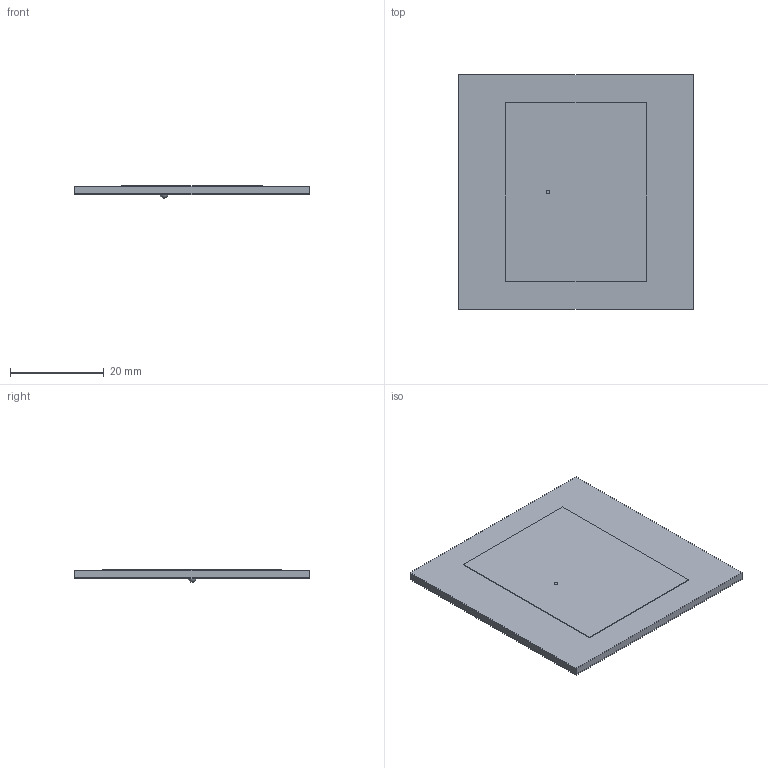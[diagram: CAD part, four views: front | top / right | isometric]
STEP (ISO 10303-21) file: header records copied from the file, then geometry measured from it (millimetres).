
FILE_DESCRIPTION(('Open CASCADE Model'),'2;1');
FILE_NAME('Open CASCADE Shape Model','2026-01-22T12:09:48',('Author'),( 'Open CASCADE'),'Open CASCADE STEP processor 7.8','Open CASCADE 7.8' ,'Unknown');
FILE_SCHEMA(('AUTOMOTIVE_DESIGN { 1 0 10303 214 1 1 1 1 }'));
Length unit declared in the file: millimetre
Products named in the file (6): Open CASCADE STEP translator 7.8 2; Open CASCADE STEP translator 7.8 2.1; Open CASCADE STEP translator 7.8 2.2; Open CASCADE STEP translator 7.8 2.3; Open CASCADE STEP translator 7.8 2.4; Open CASCADE STEP translator 7.8 2.5
Assembly tree (5 placements, depth 2):
  Open CASCADE STEP translator 7.8 2
    Open CASCADE STEP translator 7.8 2.1
    Open CASCADE STEP translator 7.8 2.2
    Open CASCADE STEP translator 7.8 2.3
    Open CASCADE STEP translator 7.8 2.4
    Open CASCADE STEP translator 7.8 2.5
Bounding box: 50 x 50 x 2.65 mm (x, y, z)
Volume: 4549.8 mm3; surface area: 12665.5 mm2
Topology: 5 solids, 5 shells, 22 faces, 42 edges, 28 vertices
Faces by surface type: plane 20, cylinder 1, sphere 1
Full cylindrical faces by diameter (mm): 0.7 x1
Entity records: 1128 total; most frequent: DIRECTION 175, CARTESIAN_POINT 172, LINE 113, VECTOR 113, ORIENTED_EDGE 78, PCURVE 78, DEFINITIONAL_REPRESENTATION 78, EDGE_CURVE 39
